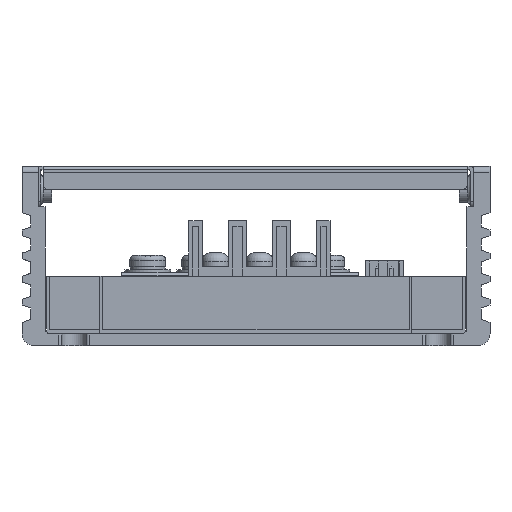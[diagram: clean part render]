
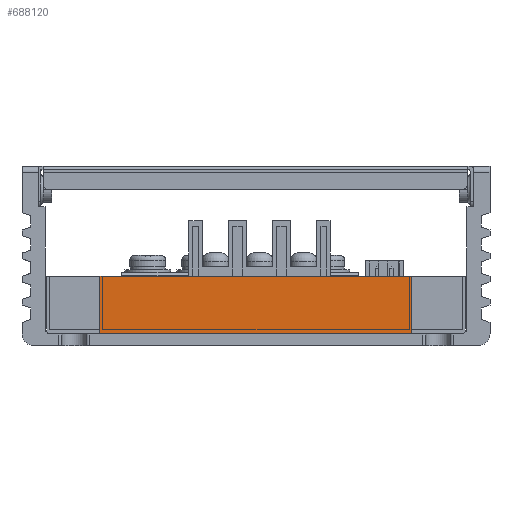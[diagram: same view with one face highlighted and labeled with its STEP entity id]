
A CAD part, front view. The second image highlights one B-rep face of the part: STEP entity #688120.
In plain terms, the highlighted planar face has unit normal (0, -1, 0).
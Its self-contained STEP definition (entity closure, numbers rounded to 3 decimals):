
#686870=CARTESIAN_POINT('',(35.323,39.41,
180.01));
#686880=VERTEX_POINT('',#686870);
#686910=CARTESIAN_POINT('',(35.823,39.41,
180.01));
#686920=DIRECTION('',(1.,0.,0.));
#686930=VECTOR('',#686920,1.);
#686940=LINE('',#686910,#686930);
#686950=CARTESIAN_POINT('',(89.323,39.41,
180.01));
#686960=VERTEX_POINT('',#686950);
#686970=EDGE_CURVE('',#686880,#686960,#686940,.T.);
#687750=CARTESIAN_POINT('',(35.323,39.41,
190.01));
#687760=VERTEX_POINT('',#687750);
#687790=CARTESIAN_POINT('',(35.323,39.41,
190.01));
#687800=DIRECTION('',(0.,0.,-1.));
#687810=VECTOR('',#687800,1.);
#687820=LINE('',#687790,#687810);
#687830=EDGE_CURVE('',#687760,#686880,#687820,.T.);
#687890=CARTESIAN_POINT('',(87.823,39.41,
180.01));
#687900=DIRECTION('',(0.,-1.,0.));
#687910=DIRECTION('',(0.,0.,-1.));
#687920=AXIS2_PLACEMENT_3D('',#687890,#687900,#687910);
#687930=PLANE('',#687920);
#687940=ORIENTED_EDGE('',*,*,#687830,.T.);
#687950=CARTESIAN_POINT('',(35.823,39.41,
190.01));
#687960=DIRECTION('',(1.,0.,0.));
#687970=VECTOR('',#687960,1.);
#687980=LINE('',#687950,#687970);
#687990=CARTESIAN_POINT('',(89.323,39.41,
190.01));
#688000=VERTEX_POINT('',#687990);
#688010=EDGE_CURVE('',#687760,#688000,#687980,.T.);
#688020=ORIENTED_EDGE('',*,*,#688010,.F.);
#688030=CARTESIAN_POINT('',(89.323,39.41,
190.01));
#688040=DIRECTION('',(0.,0.,-1.));
#688050=VECTOR('',#688040,1.);
#688060=LINE('',#688030,#688050);
#688070=EDGE_CURVE('',#688000,#686960,#688060,.T.);
#688080=ORIENTED_EDGE('',*,*,#688070,.F.);
#688090=ORIENTED_EDGE('',*,*,#686970,.T.);
#688100=EDGE_LOOP('',(#688090,#688080,#688020,#687940));
#688110=FACE_OUTER_BOUND('',#688100,.T.);
#688120=ADVANCED_FACE('',(#688110),#687930,.T.);
